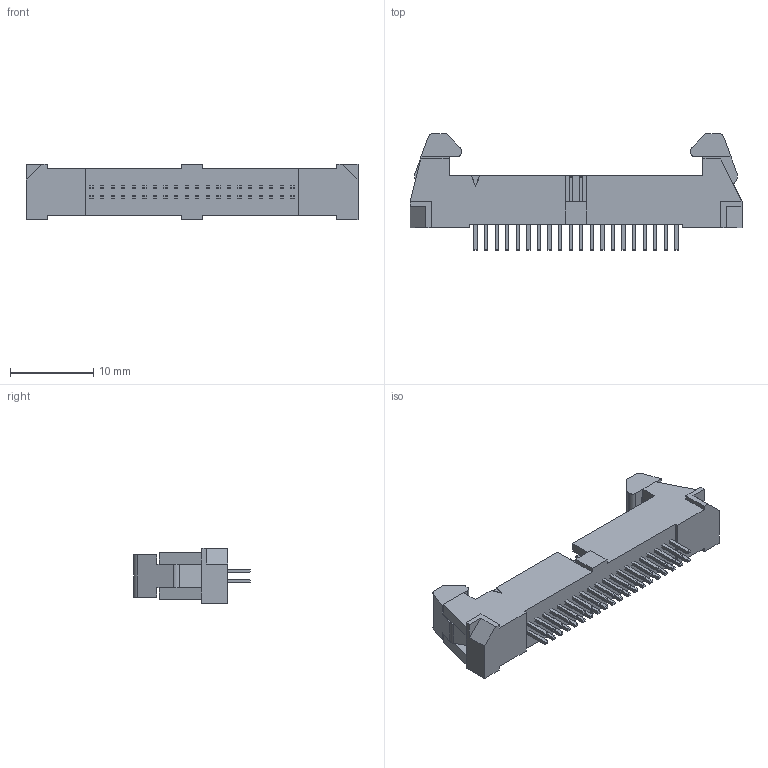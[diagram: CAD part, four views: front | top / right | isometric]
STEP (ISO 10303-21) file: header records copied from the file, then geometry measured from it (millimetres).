
FILE_DESCRIPTION( ( 'STEP AP214' ), '1' );
FILE_NAME( 'EHF-120-01-L-D.stp', '2020-02-29T07:14:48', ( '' ), ( '' ), ' ', 'PARTsolutions', ' ' );
FILE_SCHEMA( ( 'AUTOMOTIVE_DESIGN { 1 0 10303 214 1 1 1 1 }' ) );
Length unit declared in the file: inch
Products named in the file (4): EHF-120-01-L-D; _EHF-120-01-D_header; _EHF-First_Position_Indicator; _T-1S15-02-20-D-
Assembly tree (3 placements, depth 2):
  EHF-120-01-L-D
    _EHF-120-01-D_header
    _EHF-First_Position_Indicator
    _T-1S15-02-20-D-
Bounding box: 39.88 x 14.02 x 6.68 mm (x, y, z)
Volume: 1269.5 mm3; surface area: 2155.5 mm2
Topology: 3 solids, 3 shells, 583 faces, 1713 edges, 1136 vertices
Faces by surface type: plane 575, cylinder 8
Entity records: 23693 total; most frequent: CARTESIAN_POINT 3436, ORIENTED_EDGE 3426, DIRECTION 2903, EDGE_CURVE 1713, LINE 1697, VECTOR 1697, VERTEX_POINT 1136, AXIS2_PLACEMENT_3D 603
